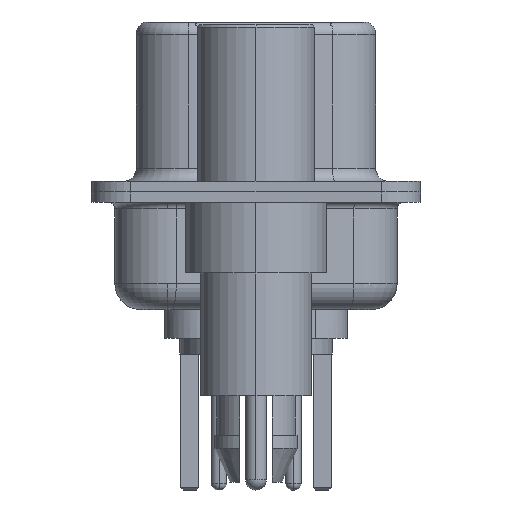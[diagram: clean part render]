
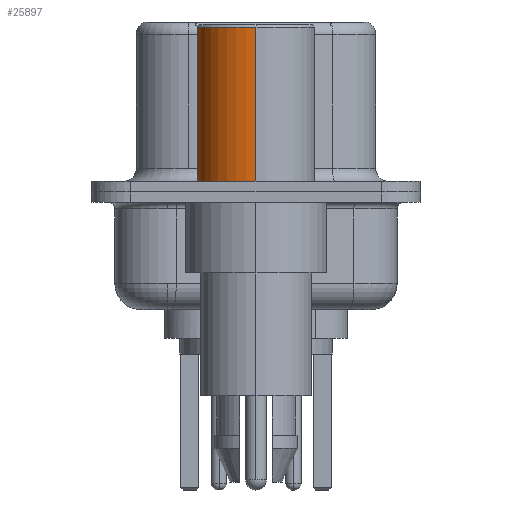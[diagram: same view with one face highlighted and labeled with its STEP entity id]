
A CAD part, left-side view. The second image highlights one B-rep face of the part: STEP entity #25897.
In plain terms, the highlighted cylindrical face has radius 2.25 mm (diameter 4.5 mm), a partial arc.
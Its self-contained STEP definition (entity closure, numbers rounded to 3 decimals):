
#1476 = CIRCLE ( 'NONE', #25948, 2.25 ) ;
#1487 = ORIENTED_EDGE ( 'NONE', *, *, #26540, .T. ) ;
#2167 = DIRECTION ( 'NONE',  ( 0., 0., 1. ) ) ;
#2561 = AXIS2_PLACEMENT_3D ( 'NONE', #13443, #22675, #15748 ) ;
#3820 = CARTESIAN_POINT ( 'NONE',  ( 0., 0., 6.3 ) ) ;
#4194 = VECTOR ( 'NONE', #2167, 1000. ) ;
#6065 = DIRECTION ( 'NONE',  ( 1., 0., 0. ) ) ;
#8045 = ORIENTED_EDGE ( 'NONE', *, *, #23727, .F. ) ;
#8847 = CARTESIAN_POINT ( 'NONE',  ( -2.25, 0., 0.581 ) ) ;
#8881 = AXIS2_PLACEMENT_3D ( 'NONE', #3820, #19740, #6065 ) ;
#9044 = DIRECTION ( 'NONE',  ( 0., 0., 1. ) ) ;
#10558 = VERTEX_POINT ( 'NONE', #10875 ) ;
#10875 = CARTESIAN_POINT ( 'NONE',  ( 2.25, 0., 6.3 ) ) ;
#10950 = VERTEX_POINT ( 'NONE', #19180 ) ;
#11060 = DIRECTION ( 'NONE',  ( 0., 0., 1. ) ) ;
#11203 = FACE_OUTER_BOUND ( 'NONE', #28544, .T. ) ;
#11492 = VERTEX_POINT ( 'NONE', #21229 ) ;
#13443 = CARTESIAN_POINT ( 'NONE',  ( 0., 0., 0.581 ) ) ;
#14199 = VECTOR ( 'NONE', #11060, 1000. ) ;
#14637 = ORIENTED_EDGE ( 'NONE', *, *, #21414, .T. ) ;
#15632 = LINE ( 'NONE', #24706, #14199 ) ;
#15748 = DIRECTION ( 'NONE',  ( 1., 0., 0. ) ) ;
#16250 = LINE ( 'NONE', #8847, #4194 ) ;
#18639 = VERTEX_POINT ( 'NONE', #27874 ) ;
#19180 = CARTESIAN_POINT ( 'NONE',  ( -2.25, 0., 6.3 ) ) ;
#19740 = DIRECTION ( 'NONE',  ( 0., 0., 1. ) ) ;
#20031 = EDGE_CURVE ( 'NONE', #10558, #10950, #22803, .T. ) ;
#21229 = CARTESIAN_POINT ( 'NONE',  ( 2.25, 0., 0.4 ) ) ;
#21414 = EDGE_CURVE ( 'NONE', #11492, #18639, #1476, .T. ) ;
#22675 = DIRECTION ( 'NONE',  ( 0., 0., 1. ) ) ;
#22753 = CARTESIAN_POINT ( 'NONE',  ( 0., 0., 0.4 ) ) ;
#22803 = CIRCLE ( 'NONE', #8881, 2.25 ) ;
#23113 = CYLINDRICAL_SURFACE ( 'NONE', #2561, 2.25 ) ;
#23727 = EDGE_CURVE ( 'NONE', #11492, #10558, #15632, .T. ) ;
#24706 = CARTESIAN_POINT ( 'NONE',  ( 2.25, 0., 0.581 ) ) ;
#25045 = DIRECTION ( 'NONE',  ( 1., 0., 0. ) ) ;
#25897 = ADVANCED_FACE ( 'NONE', ( #11203 ), #23113, .T. ) ;
#25948 = AXIS2_PLACEMENT_3D ( 'NONE', #22753, #9044, #25045 ) ;
#26540 = EDGE_CURVE ( 'NONE', #18639, #10950, #16250, .T. ) ;
#27874 = CARTESIAN_POINT ( 'NONE',  ( -2.25, 0., 0.4 ) ) ;
#28544 = EDGE_LOOP ( 'NONE', ( #14637, #1487, #29110, #8045 ) ) ;
#29110 = ORIENTED_EDGE ( 'NONE', *, *, #20031, .F. ) ;
